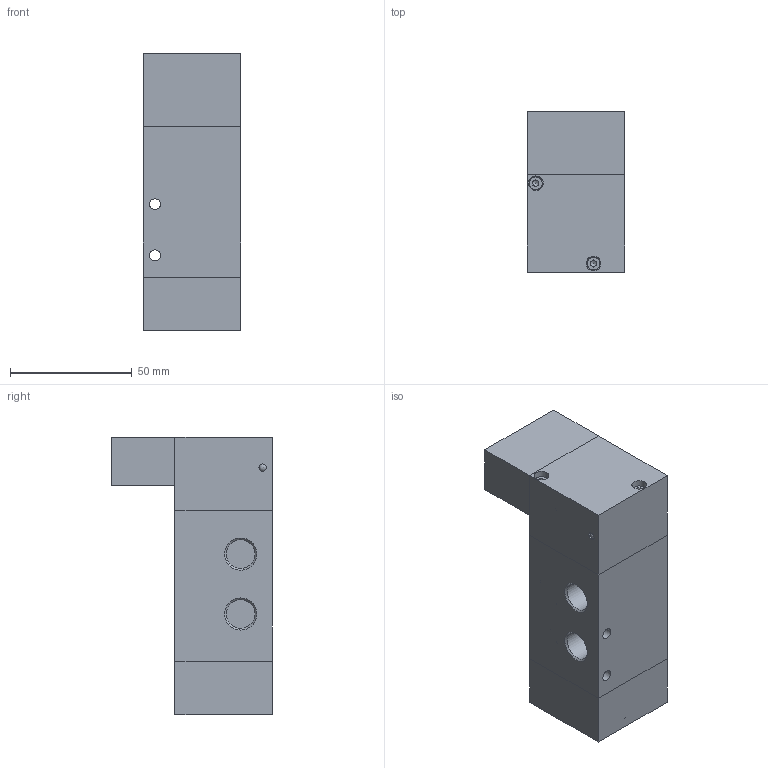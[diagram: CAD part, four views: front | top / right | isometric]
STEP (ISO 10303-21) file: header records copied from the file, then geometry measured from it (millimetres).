
FILE_DESCRIPTION(/* description */ (''),/* implementation_level */ '2;1');
FILE_NAME(/* name */ 'os_514_b.stp',/* time_stamp */ '2017-03-21T14:05:53+01:00',/* author */ ('hamoud'),/* organization */ (''),/* preprocessor_version */ 'ST-DEVELOPER v15.6',/* originating_system */ 'Autodesk Inventor LT ',/* authorisation */ '');
FILE_SCHEMA (('AUTOMOTIVE_DESIGN { 1 0 10303 214 3 1 1 }'));
Length unit declared in the file: millimetre
Products named in the file (1): 01_044_4
Bounding box: 40 x 66 x 114 mm (x, y, z)
Volume: 196106.3 mm3; surface area: 39367.3 mm2
Topology: 21 solids, 21 shells, 430 faces, 1034 edges, 648 vertices
Faces by surface type: cone 166, plane 132, cylinder 108, torus 12, sphere 11, bspline 1
Full cylindrical faces by diameter (mm): 2.5 x2, 2.8 x1, 3 x84, 4.5 x2, 5.5 x6, 6 x6, 11.8 x5
Entity records: 11866 total; most frequent: CARTESIAN_POINT 3531, DIRECTION 1756, ORIENTED_EDGE 1124, AXIS2_PLACEMENT_3D 781, EDGE_LOOP 743, EDGE_CURVE 562, VERTEX_POINT 482, STYLED_ITEM 440
